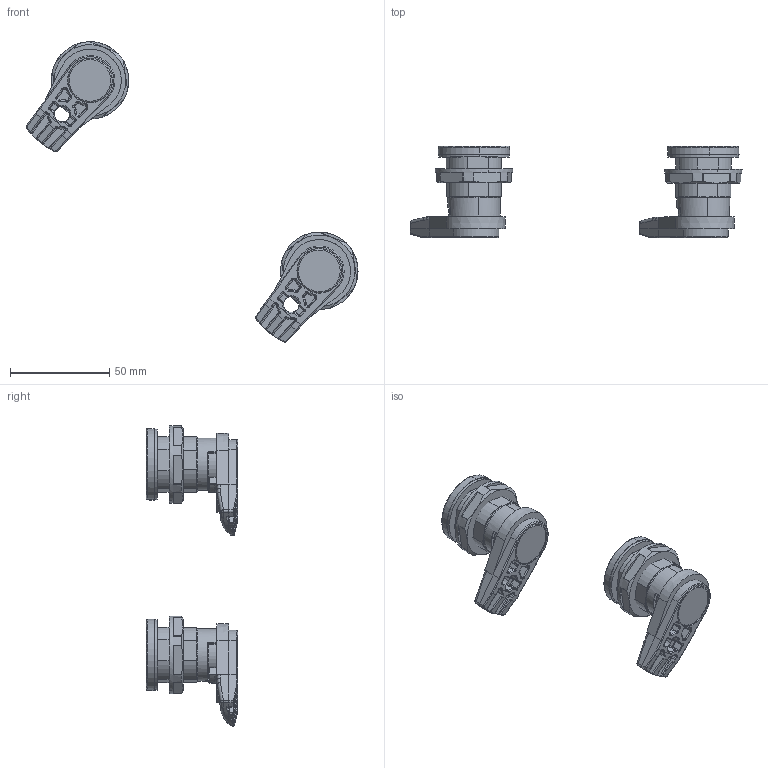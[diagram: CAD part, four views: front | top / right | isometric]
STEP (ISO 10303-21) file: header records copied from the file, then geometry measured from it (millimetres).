
FILE_DESCRIPTION (( 'STEP AP214' ), '1' );
FILE_NAME ('21610006.STEP', '2008-11-13T11:00:28', ( ' ' ), ( '' ), 'SwSTEP 2.0', 'SolidWorks 2008', '' );
FILE_SCHEMA (( 'AUTOMOTIVE_DESIGN' ));
Length unit declared in the file: millimetre
Products named in the file (15): 94309_Standard; 94070_Vorspannung; 94350_Standard; 21610006; 94304_Standard; 83025_Standard; 93271_Standard; 51102_Standard; 82201_Standard; 08020921_Standard; 94318_Standard; 94301_Standard; 82169_Standard; 84099_Standard
Assembly tree (30 placements, depth 4):
  21610006
    83025_Standard  x2
    94304_Standard  x2
    51102_Standard  x2
      94070_Vorspannung
      94318_Standard
        84099_Standard
        94318_Standard
      94301_Standard
      82169_Standard
      94309_Standard
    94350_Standard  x2
    93271_Standard  x2
    08020921_Standard  x2
    82201_Standard  x2
Bounding box: 167.08 x 46 x 151.28 mm (x, y, z)
Volume: 70338.4 mm3; surface area: 59427.9 mm2
Topology: 42 solids, 42 shells, 1528 faces, 3496 edges, 1972 vertices
Faces by surface type: cylinder 424, plane 338, bspline 288, torus 208, cone 208, sphere 62
Entity records: 23032 total; most frequent: CARTESIAN_POINT 7511, ORIENTED_EDGE 3114, DIRECTION 3043, EDGE_CURVE 1557, AXIS2_PLACEMENT_3D 1277, VERTEX_POINT 914, EDGE_LOOP 747, ADVANCED_FACE 696
